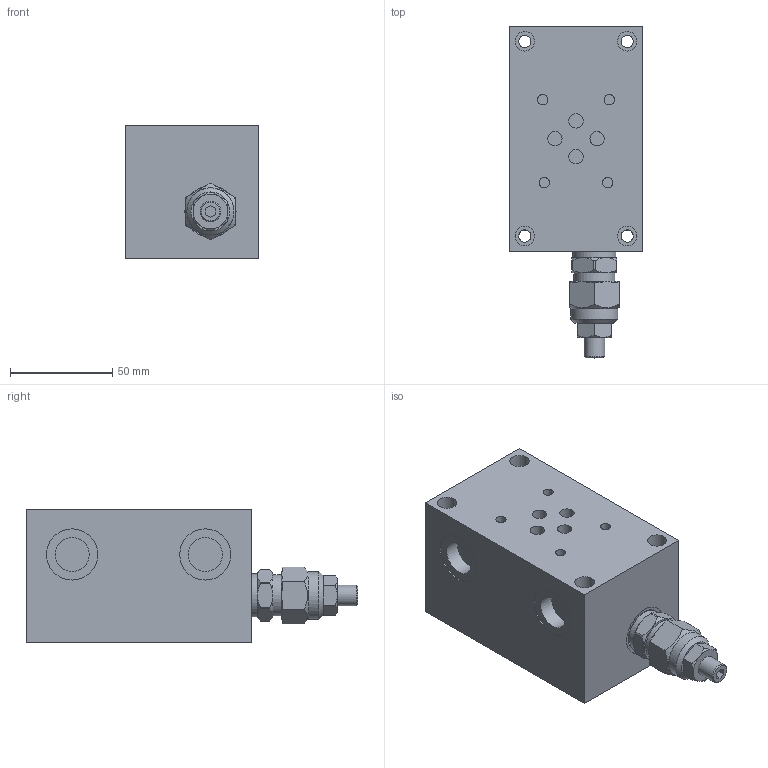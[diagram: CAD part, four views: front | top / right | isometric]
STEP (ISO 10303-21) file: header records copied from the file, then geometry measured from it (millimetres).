
FILE_DESCRIPTION(/* description */ ('Unknown'),/* implementation_level */ '2;1');
FILE_NAME(/* name */ 'DR.04590',/* time_stamp */ '2016-11-17T10:19:11+01:00',/* author */ ('Unknown'),/* organization */ ('Unknown'),/* preprocessor_version */ 'ST-DEVELOPER v16.7',/* originating_system */ 'DEX',/* authorisation */ $);
FILE_SCHEMA (('CONFIG_CONTROL_DESIGN'));
Length unit declared in the file: millimetre
Products named in the file (1): DR.04590
Bounding box: 65 x 162 x 65 mm (x, y, z)
Volume: 455289.1 mm3; surface area: 51617.5 mm2
Topology: 2 solids, 2 shells, 165 faces, 363 edges, 234 vertices
Faces by surface type: plane 103, cylinder 38, cone 24
Full cylindrical faces by diameter (mm): 5 x4, 6 x4, 7 x4, 9.5 x4, 10 x1, 13.2 x1, 16.662 x6, 20 x2, 21 x2, 22 x1, 23 x1, 25 x7
Entity records: 4294 total; most frequent: CARTESIAN_POINT 823, DIRECTION 733, ORIENTED_EDGE 632, EDGE_CURVE 316, AXIS2_PLACEMENT_3D 306, EDGE_LOOP 249, FACE_BOUND 249, VERTEX_POINT 229
